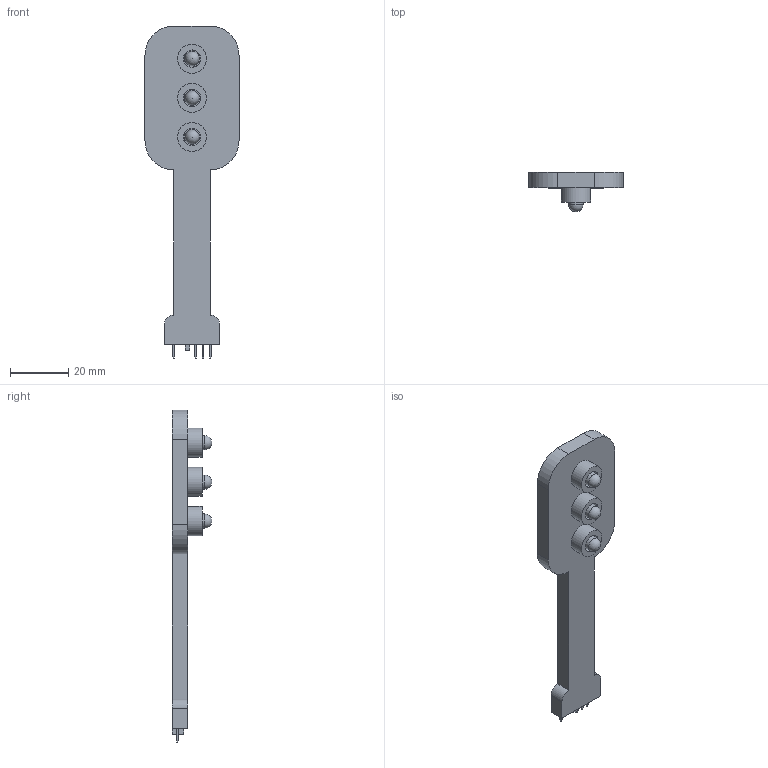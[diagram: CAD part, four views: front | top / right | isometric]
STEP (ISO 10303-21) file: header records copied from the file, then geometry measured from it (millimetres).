
FILE_DESCRIPTION(('FreeCAD Model'),'2;1');
FILE_NAME('PCBPrint-semaforo-tren.step','2020-04-23T20:29:40',( 'Author'),(''),'Open CASCADE STEP processor 7.3','FreeCAD','Unknown' );
FILE_SCHEMA(('AUTOMOTIVE_DESIGN { 1 0 10303 214 1 1 1 1 }'));
Length unit declared in the file: millimetre
Products named in the file (5): Cuerpo; Led_verde; Led_ambar; Led_rojo; Conector
Bounding box: 32.4 x 13.65 x 114.29 mm (x, y, z)
Volume: 11333.2 mm3; surface area: 10259.6 mm2
Topology: 8 solids, 8 shells, 345 faces, 885 edges, 566 vertices
Faces by surface type: plane 286, bspline 32, cylinder 21, cone 3, sphere 3
Full cylindrical faces by diameter (mm): 1.5 x6, 6 x3, 10 x3
Entity records: 22896 total; most frequent: CARTESIAN_POINT 4190, DIRECTION 2963, LINE 2210, VECTOR 2210, ORIENTED_EDGE 1764, PCURVE 1764, DEFINITIONAL_REPRESENTATION 1764, EDGE_CURVE 882
